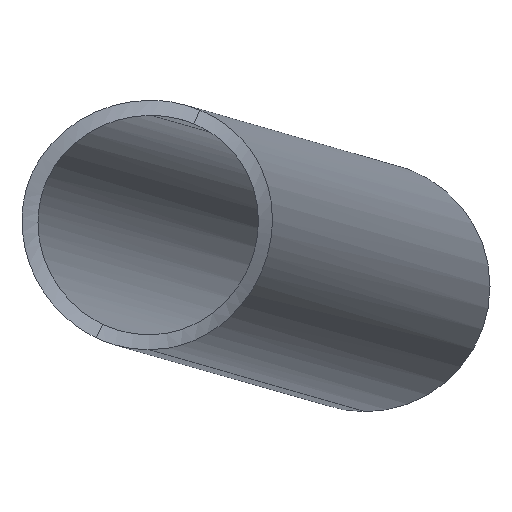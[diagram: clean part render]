
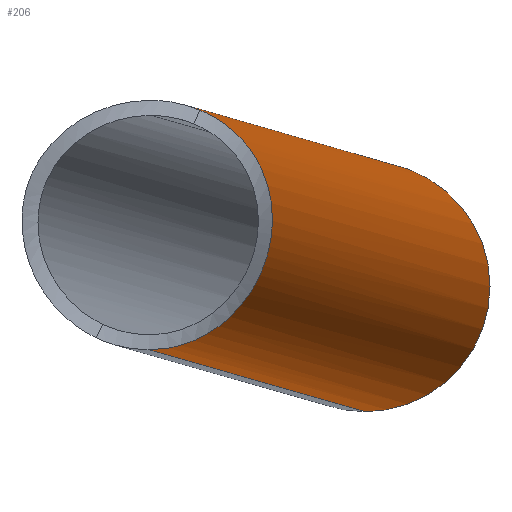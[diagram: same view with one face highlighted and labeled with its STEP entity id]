
A CAD part, left-side view. The second image highlights one B-rep face of the part: STEP entity #206.
In plain terms, the highlighted cylindrical face has radius 12.5 mm (diameter 25 mm), a partial arc.
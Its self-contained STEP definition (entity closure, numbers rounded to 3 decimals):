
#57=CARTESIAN_POINT('Axis2P3D Location',(-327.484,-172.47,-63.441)) ;
#61=CARTESIAN_POINT('Vertex',(-327.728,-172.453,-75.939)) ;
#63=CARTESIAN_POINT('Vertex',(-327.24,-172.487,-50.943)) ;
#99=CARTESIAN_POINT('Line Origine',(-491.498,-161.252,-47.723)) ;
#103=CARTESIAN_POINT('Vertex',(-640.179,-151.082,-44.808)) ;
#106=CARTESIAN_POINT('Line Origine',(-491.986,-161.218,-72.718)) ;
#110=CARTESIAN_POINT('Vertex',(-643.443,-150.859,-69.749)) ;
#156=CARTESIAN_POINT('Axis2P3D Location',(-491.742,-161.235,-60.221)) ;
#162=CARTESIAN_POINT('Control Point',(-639.508,-155.937,-45.785)) ;
#163=CARTESIAN_POINT('Control Point',(-639.449,-154.793,-45.309)) ;
#164=CARTESIAN_POINT('Control Point',(-639.547,-153.564,-44.977)) ;
#165=CARTESIAN_POINT('Control Point',(-639.805,-152.312,-44.817)) ;
#166=CARTESIAN_POINT('Control Point',(-640.179,-151.082,-44.808)) ;
#167=CARTESIAN_POINT('Vertex',(-639.508,-155.937,-45.785)) ;
#171=CARTESIAN_POINT('Control Point',(-643.443,-150.859,-69.749)) ;
#172=CARTESIAN_POINT('Control Point',(-643.711,-151.612,-69.744)) ;
#173=CARTESIAN_POINT('Control Point',(-644.011,-152.358,-69.68)) ;
#174=CARTESIAN_POINT('Control Point',(-644.336,-153.091,-69.558)) ;
#175=CARTESIAN_POINT('Control Point',(-645.221,-154.924,-69.102)) ;
#176=CARTESIAN_POINT('Control Point',(-646.185,-156.617,-68.298)) ;
#177=CARTESIAN_POINT('Control Point',(-646.773,-157.588,-67.688)) ;
#178=CARTESIAN_POINT('Control Point',(-647.791,-159.241,-66.358)) ;
#179=CARTESIAN_POINT('Control Point',(-648.46,-160.654,-64.614)) ;
#180=CARTESIAN_POINT('Control Point',(-648.65,-161.236,-63.739)) ;
#181=CARTESIAN_POINT('Control Point',(-648.639,-161.999,-62.294)) ;
#182=CARTESIAN_POINT('Control Point',(-648.244,-162.532,-60.82)) ;
#183=CARTESIAN_POINT('Control Point',(-648.062,-162.69,-60.304)) ;
#184=CARTESIAN_POINT('Control Point',(-647.349,-163.123,-58.603)) ;
#185=CARTESIAN_POINT('Control Point',(-646.356,-163.264,-56.971)) ;
#186=CARTESIAN_POINT('Control Point',(-645.615,-163.24,-55.863)) ;
#187=CARTESIAN_POINT('Control Point',(-644.373,-163.007,-54.083)) ;
#188=CARTESIAN_POINT('Control Point',(-643.165,-162.44,-52.371)) ;
#189=CARTESIAN_POINT('Control Point',(-642.707,-162.167,-51.715)) ;
#190=CARTESIAN_POINT('Control Point',(-641.784,-161.479,-50.367)) ;
#191=CARTESIAN_POINT('Control Point',(-640.984,-160.543,-49.108)) ;
#192=CARTESIAN_POINT('Control Point',(-640.609,-159.982,-48.479)) ;
#193=CARTESIAN_POINT('Control Point',(-640.063,-158.9,-47.472)) ;
#194=CARTESIAN_POINT('Control Point',(-639.714,-157.646,-46.63)) ;
#195=CARTESIAN_POINT('Control Point',(-639.606,-157.095,-46.311)) ;
#196=CARTESIAN_POINT('Control Point',(-639.538,-156.523,-46.029)) ;
#197=CARTESIAN_POINT('Control Point',(-639.508,-155.937,-45.785)) ;
#58=DIRECTION('Axis2P3D Direction',(-0.997,0.068,0.02)) ;
#100=DIRECTION('Vector Direction',(-0.997,0.068,0.02)) ;
#107=DIRECTION('Vector Direction',(-0.997,0.068,0.02)) ;
#157=DIRECTION('Axis2P3D Direction',(-0.997,0.068,0.02)) ;
#158=DIRECTION('Axis2P3D XDirection',(-0.02,0.001,-1.)) ;
#59=AXIS2_PLACEMENT_3D('Circle Axis2P3D',#57,#58,$) ;
#159=AXIS2_PLACEMENT_3D('Cylinder Axis2P3D',#156,#157,#158) ;
#200=ORIENTED_EDGE('',*,*,#112,.F.) ;
#201=ORIENTED_EDGE('',*,*,#65,.T.) ;
#202=ORIENTED_EDGE('',*,*,#105,.T.) ;
#203=ORIENTED_EDGE('',*,*,#169,.F.) ;
#204=ORIENTED_EDGE('',*,*,#198,.F.) ;
#101=VECTOR('Line Direction',#100,1.) ;
#108=VECTOR('Line Direction',#107,1.) ;
#206=ADVANCED_FACE('Corps principal',(#205),#160,.T.) ;
#161=B_SPLINE_CURVE_WITH_KNOTS('',4,(#162,#163,#164,#165,#166),.UNSPECIFIED.,.F.,.U.,(5,5),(0.,7.412),.UNSPECIFIED.) ;
#170=B_SPLINE_CURVE_WITH_KNOTS('',5,(#171,#172,#173,#174,#175,#176,#177,#178,#179,#180,#181,#182,#183,#184,#185,#186,#187,#188,#189,#190,#191,#192,#193,#194,#195,#196,#197),.UNSPECIFIED.,.F.,.U.,(6,3,3,3,3,3,3,3,6),(0.,5.753,14.779,22.156,26.152,35.505,41.467,48.05,52.799),.UNSPECIFIED.) ;
#60=CIRCLE('generated circle',#59,12.5) ;
#160=CYLINDRICAL_SURFACE('generated cylinder',#159,12.5) ;
#65=EDGE_CURVE('',#62,#64,#60,.T.) ;
#105=EDGE_CURVE('',#64,#104,#102,.T.) ;
#112=EDGE_CURVE('',#62,#111,#109,.T.) ;
#169=EDGE_CURVE('',#168,#104,#161,.T.) ;
#198=EDGE_CURVE('',#111,#168,#170,.T.) ;
#199=EDGE_LOOP('',(#200,#201,#202,#203,#204)) ;
#205=FACE_OUTER_BOUND('',#199,.T.) ;
#102=LINE('Line',#99,#101) ;
#109=LINE('Line',#106,#108) ;
#62=VERTEX_POINT('',#61) ;
#64=VERTEX_POINT('',#63) ;
#104=VERTEX_POINT('',#103) ;
#111=VERTEX_POINT('',#110) ;
#168=VERTEX_POINT('',#167) ;
